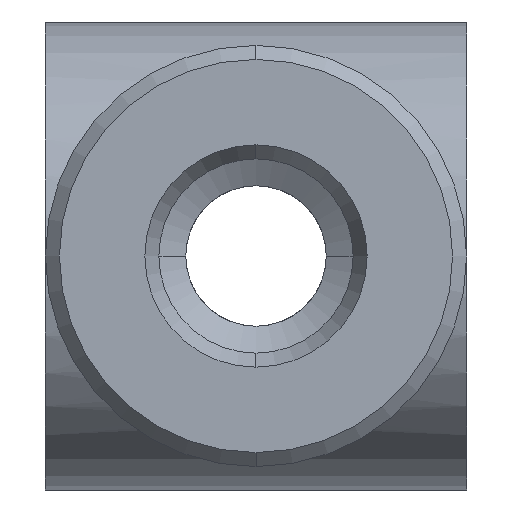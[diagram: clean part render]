
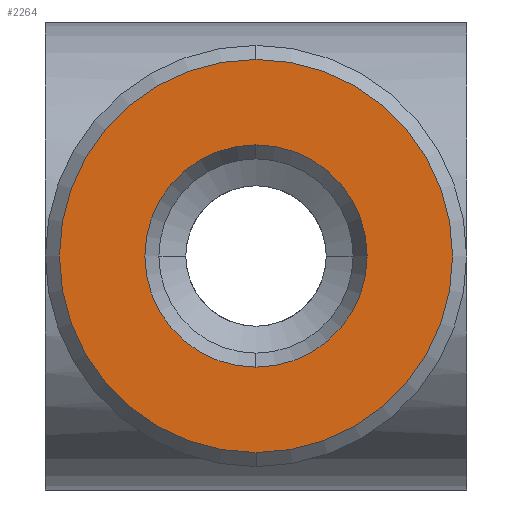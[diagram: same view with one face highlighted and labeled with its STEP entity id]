
A CAD part, left-side view. The second image highlights one B-rep face of the part: STEP entity #2264.
In plain terms, the highlighted planar face has unit normal (-1, 0, 0).
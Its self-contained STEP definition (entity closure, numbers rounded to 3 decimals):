
#2221 = ORIENTED_EDGE ( 'NONE', *, *, #2531, .T. ) ;
#2222 = EDGE_CURVE ( 'NONE', #2277, #2532, #3104, .T. ) ;
#2223 = ORIENTED_EDGE ( 'NONE', *, *, #2222, .T. ) ;
#2232 = ORIENTED_EDGE ( 'NONE', *, *, #2268, .F. ) ;
#2239 = EDGE_LOOP ( 'NONE', ( #2221, #2223 ) ) ;
#2248 = EDGE_CURVE ( 'NONE', #2530, #2273, #2996, .T. ) ;
#2264 = ADVANCED_FACE ( 'NONE', ( #3083, #3082 ), #3081, .T. ) ;
#2268 = EDGE_CURVE ( 'NONE', #2273, #2530, #3069, .T. ) ;
#2273 = VERTEX_POINT ( 'NONE', #3024 ) ;
#2277 = VERTEX_POINT ( 'NONE', #3019 ) ;
#2530 = VERTEX_POINT ( 'NONE', #3492 ) ;
#2531 = EDGE_CURVE ( 'NONE', #2532, #2277, #3491, .T. ) ;
#2532 = VERTEX_POINT ( 'NONE', #3636 ) ;
#2541 = ORIENTED_EDGE ( 'NONE', *, *, #2248, .F. ) ;
#2558 = EDGE_LOOP ( 'NONE', ( #2232, #2541 ) ) ;
#2992 = DIRECTION ( 'NONE',  ( 0., 0., -1. ) ) ;
#2993 = DIRECTION ( 'NONE',  ( 1., 0., 0. ) ) ;
#2994 = CARTESIAN_POINT ( 'NONE',  ( -19.1, 0., 0. ) ) ;
#2995 = AXIS2_PLACEMENT_3D ( 'NONE', #2994, #2993, #2992 ) ;
#2996 = CIRCLE ( 'NONE', #2995, 4.2 ) ;
#3019 = CARTESIAN_POINT ( 'NONE',  ( -19.1, 0., -2.375 ) ) ;
#3024 = CARTESIAN_POINT ( 'NONE',  ( -19.1, 0., -4.2 ) ) ;
#3031 = DIRECTION ( 'NONE',  ( 0., 0., -1. ) ) ;
#3066 = DIRECTION ( 'NONE',  ( 1., 0., 0. ) ) ;
#3067 = CARTESIAN_POINT ( 'NONE',  ( -19.1, 0., 0. ) ) ;
#3068 = AXIS2_PLACEMENT_3D ( 'NONE', #3067, #3066, #3031 ) ;
#3069 = CIRCLE ( 'NONE', #3068, 4.2 ) ;
#3076 = DIRECTION ( 'NONE',  ( 0., 0., 1. ) ) ;
#3077 = DIRECTION ( 'NONE',  ( -1., 0., 0. ) ) ;
#3078 = CARTESIAN_POINT ( 'NONE',  ( -19.1, 4.2, 0. ) ) ;
#3080 = AXIS2_PLACEMENT_3D ( 'NONE', #3078, #3077, #3076 ) ;
#3081 = PLANE ( 'NONE',  #3080 ) ;
#3082 = FACE_OUTER_BOUND ( 'NONE', #2558, .T. ) ;
#3083 = FACE_BOUND ( 'NONE', #2239, .T. ) ;
#3100 = DIRECTION ( 'NONE',  ( 0., 0., -1. ) ) ;
#3101 = DIRECTION ( 'NONE',  ( 1., 0., 0. ) ) ;
#3102 = CARTESIAN_POINT ( 'NONE',  ( -19.1, 0., 0. ) ) ;
#3103 = AXIS2_PLACEMENT_3D ( 'NONE', #3102, #3101, #3100 ) ;
#3104 = CIRCLE ( 'NONE', #3103, 2.375 ) ;
#3490 = AXIS2_PLACEMENT_3D ( 'NONE', #3637, #3627, #3650 ) ;
#3491 = CIRCLE ( 'NONE', #3490, 2.375 ) ;
#3492 = CARTESIAN_POINT ( 'NONE',  ( -19.1, 0., 4.2 ) ) ;
#3627 = DIRECTION ( 'NONE',  ( 1., 0., 0. ) ) ;
#3636 = CARTESIAN_POINT ( 'NONE',  ( -19.1, 0., 2.375 ) ) ;
#3637 = CARTESIAN_POINT ( 'NONE',  ( -19.1, 0., 0. ) ) ;
#3650 = DIRECTION ( 'NONE',  ( 0., 0., -1. ) ) ;
